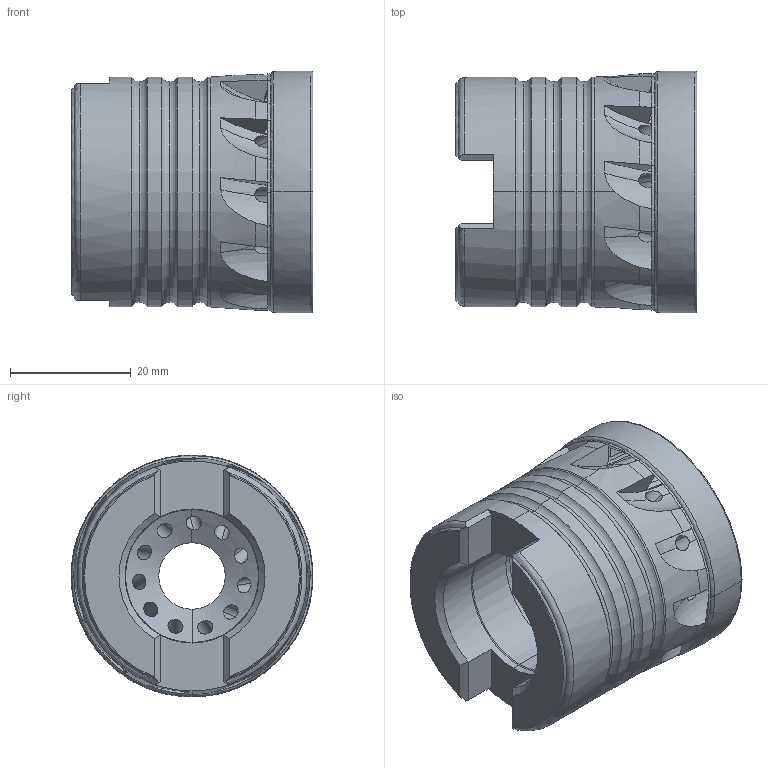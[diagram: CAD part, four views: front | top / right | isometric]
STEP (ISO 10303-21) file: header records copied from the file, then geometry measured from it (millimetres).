
FILE_DESCRIPTION (( 'STEP AP214' ), '1' );
FILE_NAME ('90PP-040-63-22-11.STEP', '2011-12-19T08:21:39', ( '' ), ( '' ), 'SwSTEP 2.0', 'SolidWorks 2011', '' );
FILE_SCHEMA (( 'AUTOMOTIVE_DESIGN' ));
Length unit declared in the file: millimetre
Products named in the file (1): 90PP-040-63-22-11
Bounding box: 40 x 40 x 40 mm (x, y, z)
Volume: 30014.8 mm3; surface area: 11748.8 mm2
Topology: 1 solids, 12 shells, 317 faces, 882 edges, 556 vertices
Faces by surface type: plane 118, cylinder 74, cone 68, torus 46, bspline 11
Entity records: 11693 total; most frequent: CARTESIAN_POINT 4307, ORIENTED_EDGE 1764, DIRECTION 1303, EDGE_CURVE 882, VERTEX_POINT 556, AXIS2_PLACEMENT_3D 544, EDGE_LOOP 330, B_SPLINE_CURVE_WITH_KNOTS 327
